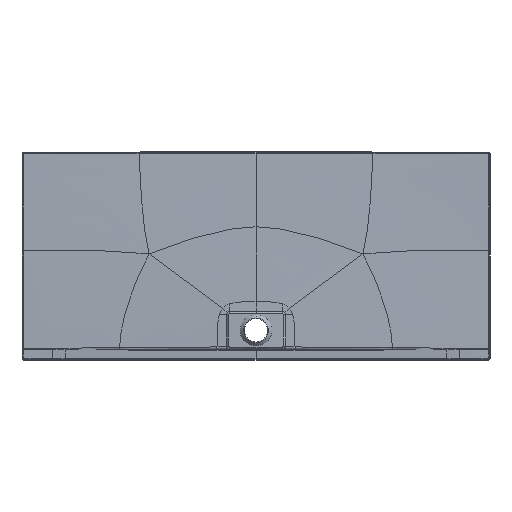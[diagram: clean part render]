
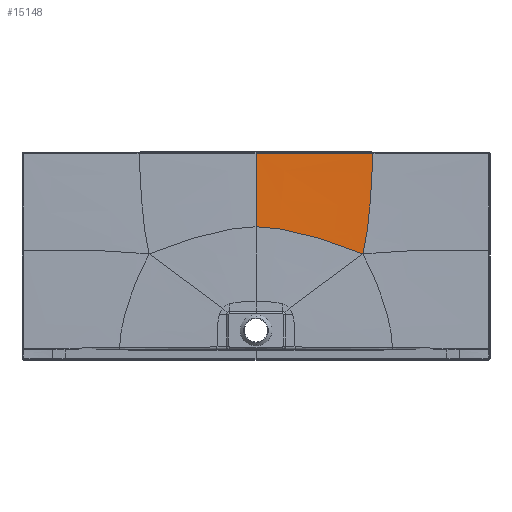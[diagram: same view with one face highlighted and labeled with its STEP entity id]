
A CAD part, front view. The second image highlights one B-rep face of the part: STEP entity #15148.
In plain terms, the highlighted free-form (B-spline) face has degree [3, 3] with [8, 10] control points.
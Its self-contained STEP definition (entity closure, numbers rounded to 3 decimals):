
#1411=CARTESIAN_POINT('',(411.351,-9.339,408.372));
#1413=CARTESIAN_POINT('',(0.,-10.924,
512.583));
#1414=CARTESIAN_POINT('',(27.639,-10.924,512.583));
#1415=CARTESIAN_POINT('',(87.037,-10.81,506.652));
#1416=CARTESIAN_POINT('',(186.109,-10.441,484.749));
#1417=CARTESIAN_POINT('',(275.731,-10.078,459.342));
#1418=CARTESIAN_POINT('',(351.868,-9.709,433.137));
#1419=CARTESIAN_POINT('',(391.354,-9.474,417.195));
#1420=CARTESIAN_POINT('',(411.351,-9.339,408.372));
#3888=CARTESIAN_POINT('',(449.989,-3.061,794.976));
#3912=CARTESIAN_POINT('',(0.002,-3.14,
794.945));
#3913=CARTESIAN_POINT('',(13.742,-3.14,794.945));
#3914=CARTESIAN_POINT('',(43.018,-3.14,794.945));
#3915=CARTESIAN_POINT('',(91.816,-3.136,794.947));
#3916=CARTESIAN_POINT('',(147.057,-3.128,794.95));
#3917=CARTESIAN_POINT('',(209.414,-3.116,794.954));
#3918=CARTESIAN_POINT('',(279.758,-3.101,794.96));
#3919=CARTESIAN_POINT('',(357.789,-3.082,794.967));
#3920=CARTESIAN_POINT('',(418.055,-3.068,794.973));
#3921=CARTESIAN_POINT('',(449.989,-3.061,794.976));
#3923=CARTESIAN_POINT('',(449.989,-3.061,794.976));
#3924=CARTESIAN_POINT('',(449.87,-3.378,768.907));
#3925=CARTESIAN_POINT('',(447.704,-4.148,714.251));
#3926=CARTESIAN_POINT('',(442.307,-5.353,639.981));
#3927=CARTESIAN_POINT('',(436.579,-6.46,573.02));
#3928=CARTESIAN_POINT('',(431.034,-7.351,519.714));
#3929=CARTESIAN_POINT('',(424.532,-8.147,473.383));
#3930=CARTESIAN_POINT('',(417.632,-8.817,436.089));
#3931=CARTESIAN_POINT('',(413.554,-9.164,417.561));
#3932=CARTESIAN_POINT('',(411.351,-9.339,408.372));
#3934=DIRECTION('',(0.,-0.028,-1.));
#3935=VECTOR('',#3934,282.469);
#3936=CARTESIAN_POINT('',(0.002,-3.14,
794.945));
#3937=LINE('',#3936,#3935);
#4465=VERTEX_POINT('',#1411);
#4578=VERTEX_POINT('',#3888);
#4600=CARTESIAN_POINT('',(0.,-10.924,
512.583));
#4602=VERTEX_POINT('',#4600);
#4603=CARTESIAN_POINT('',(0.002,-3.14,
794.945));
#4604=VERTEX_POINT('',#4603);
#15059=CARTESIAN_POINT('',(-4.607,-3.039,
798.611));
#15060=CARTESIAN_POINT('',(-4.605,-3.686,
775.143));
#15061=CARTESIAN_POINT('',(-4.51,-4.993,
727.716));
#15062=CARTESIAN_POINT('',(-4.212,-6.631,
668.308));
#15063=CARTESIAN_POINT('',(-3.929,-7.952,
620.389));
#15064=CARTESIAN_POINT('',(-3.718,-8.942,
584.449));
#15065=CARTESIAN_POINT('',(-3.561,-9.768,
554.498));
#15066=CARTESIAN_POINT('',(-3.45,-10.451,
529.718));
#15067=CARTESIAN_POINT('',(-3.401,-10.804,
516.918));
#15068=CARTESIAN_POINT('',(-3.377,-10.991,
510.108));
#15069=CARTESIAN_POINT('',(34.428,-3.039,
798.612));
#15070=CARTESIAN_POINT('',(34.414,-3.687,
775.149));
#15071=CARTESIAN_POINT('',(33.697,-4.996,
727.737));
#15072=CARTESIAN_POINT('',(31.458,-6.636,
668.367));
#15073=CARTESIAN_POINT('',(29.327,-7.957,
620.495));
#15074=CARTESIAN_POINT('',(27.734,-8.948,
584.6));
#15075=CARTESIAN_POINT('',(26.542,-9.774,
554.692));
#15076=CARTESIAN_POINT('',(25.7,-10.456,
529.948));
#15077=CARTESIAN_POINT('',(25.325,-10.809,
517.166));
#15078=CARTESIAN_POINT('',(25.143,-10.996,
510.366));
#15079=CARTESIAN_POINT('',(110.963,-3.038,
798.6));
#15080=CARTESIAN_POINT('',(110.921,-3.663,
775.002));
#15081=CARTESIAN_POINT('',(108.697,-4.928,
727.246));
#15082=CARTESIAN_POINT('',(102.066,-6.523,
667.016));
#15083=CARTESIAN_POINT('',(96.103,-7.825,
618.041));
#15084=CARTESIAN_POINT('',(91.851,-8.811,
581.116));
#15085=CARTESIAN_POINT('',(88.853,-9.641,
550.222));
#15086=CARTESIAN_POINT('',(86.83,-10.333,
524.642));
#15087=CARTESIAN_POINT('',(85.952,-10.692,
511.436));
#15088=CARTESIAN_POINT('',(85.529,-10.884,
504.416));
#15089=CARTESIAN_POINT('',(224.998,-3.033,
798.56));
#15090=CARTESIAN_POINT('',(224.925,-3.572,
774.521));
#15091=CARTESIAN_POINT('',(221.137,-4.678,
725.628));
#15092=CARTESIAN_POINT('',(210.397,-6.13,
662.354));
#15093=CARTESIAN_POINT('',(201.26,-7.371,
609.274));
#15094=CARTESIAN_POINT('',(195.006,-8.346,
568.419));
#15095=CARTESIAN_POINT('',(190.754,-9.198,
533.668));
#15096=CARTESIAN_POINT('',(187.852,-9.926,
504.745));
#15097=CARTESIAN_POINT('',(186.533,-10.31,
489.807));
#15098=CARTESIAN_POINT('',(185.866,-10.515,
481.888));
#15099=CARTESIAN_POINT('',(318.748,-3.028,
798.505));
#15100=CARTESIAN_POINT('',(318.673,-3.476,
773.789));
#15101=CARTESIAN_POINT('',(314.743,-4.433,
723.302));
#15102=CARTESIAN_POINT('',(303.92,-5.773,
656.376));
#15103=CARTESIAN_POINT('',(294.646,-6.967,
598.606));
#15104=CARTESIAN_POINT('',(288.024,-7.93,
553.335));
#15105=CARTESIAN_POINT('',(282.94,-8.794,
514.328));
#15106=CARTESIAN_POINT('',(278.763,-9.543,
481.78));
#15107=CARTESIAN_POINT('',(276.532,-9.941,
465.011));
#15108=CARTESIAN_POINT('',(275.282,-10.155,
456.134));
#15109=CARTESIAN_POINT('',(394.97,-3.023,
798.423));
#15110=CARTESIAN_POINT('',(394.911,-3.399,
772.578));
#15111=CARTESIAN_POINT('',(391.769,-4.251,
719.643));
#15112=CARTESIAN_POINT('',(383.383,-5.522,
648.407));
#15113=CARTESIAN_POINT('',(375.724,-6.674,
585.793));
#15114=CARTESIAN_POINT('',(369.544,-7.608,
536.201));
#15115=CARTESIAN_POINT('',(363.651,-8.447,
493.191));
#15116=CARTESIAN_POINT('',(357.84,-9.179,
457.344));
#15117=CARTESIAN_POINT('',(354.38,-9.569,
438.906));
#15118=CARTESIAN_POINT('',(352.4,-9.779,
429.2));
#15119=CARTESIAN_POINT('',(433.692,-3.021,
798.364));
#15120=CARTESIAN_POINT('',(433.646,-3.362,
771.653));
#15121=CARTESIAN_POINT('',(431.167,-4.164,
716.885));
#15122=CARTESIAN_POINT('',(424.755,-5.403,
642.779));
#15123=CARTESIAN_POINT('',(418.415,-6.526,
577.202));
#15124=CARTESIAN_POINT('',(412.668,-7.432,
525.059));
#15125=CARTESIAN_POINT('',(406.352,-8.244,
479.764));
#15126=CARTESIAN_POINT('',(399.592,-8.951,
442.025));
#15127=CARTESIAN_POINT('',(395.483,-9.328,
422.684));
#15128=CARTESIAN_POINT('',(393.065,-9.532,
412.456));
#15129=CARTESIAN_POINT('',(453.664,-3.02,
798.327));
#15130=CARTESIAN_POINT('',(453.626,-3.343,
771.075));
#15131=CARTESIAN_POINT('',(451.53,-4.12,
715.168));
#15132=CARTESIAN_POINT('',(446.251,-5.342,
639.359));
#15133=CARTESIAN_POINT('',(440.66,-6.446,
572.089));
#15134=CARTESIAN_POINT('',(435.16,-7.333,
518.523));
#15135=CARTESIAN_POINT('',(428.615,-8.125,
471.96));
#15136=CARTESIAN_POINT('',(421.394,-8.816,
433.205));
#15137=CARTESIAN_POINT('',(416.926,-9.185,
413.318));
#15138=CARTESIAN_POINT('',(414.339,-9.385,
402.852));
#15139=B_SPLINE_SURFACE_WITH_KNOTS('',3,3,((#15059,#15060,#15061,#15062,#15063,
#15064,#15065,#15066,#15067,#15068),(#15069,#15070,#15071,#15072,#15073,#15074,
#15075,#15076,#15077,#15078),(#15079,#15080,#15081,#15082,#15083,#15084,#15085,
#15086,#15087,#15088),(#15089,#15090,#15091,#15092,#15093,#15094,#15095,#15096,
#15097,#15098),(#15099,#15100,#15101,#15102,#15103,#15104,#15105,#15106,#15107,
#15108),(#15109,#15110,#15111,#15112,#15113,#15114,#15115,#15116,#15117,#15118),
(#15119,#15120,#15121,#15122,#15123,#15124,#15125,#15126,#15127,#15128),(#15129,
#15130,#15131,#15132,#15133,#15134,#15135,#15136,#15137,#15138)),.UNSPECIFIED.,
.F.,.F.,.F.,(4,1,1,1,1,4),(4,1,1,1,1,1,1,4),(-0.005,0.125,0.25,
0.375,0.438,0.504),(0.003,0.125,0.25,0.313,
0.375,0.438,0.469,0.504),.UNSPECIFIED.);
#15141=ORIENTED_EDGE('',*,*,#15140,.F.);
#15143=ORIENTED_EDGE('',*,*,#15142,.T.);
#15144=ORIENTED_EDGE('',*,*,#15050,.T.);
#15145=ORIENTED_EDGE('',*,*,#8116,.F.);
#15146=EDGE_LOOP('',(#15141,#15143,#15144,#15145));
#15147=FACE_OUTER_BOUND('',#15146,.F.);
#15148=ADVANCED_FACE('',(#15147),#15139,.F.);
#1421=B_SPLINE_CURVE_WITH_KNOTS('',3,(#1413,#1414,#1415,#1416,#1417,#1418,#1419,
#1420),.UNSPECIFIED.,.F.,.F.,(4,1,1,1,1,4),(0.,0.25,0.5,0.75,0.875,
1.),.UNSPECIFIED.);
#3922=B_SPLINE_CURVE_WITH_KNOTS('',3,(#3912,#3913,#3914,#3915,#3916,#3917,#3918,
#3919,#3920,#3921),.UNSPECIFIED.,.F.,.F.,(4,1,1,1,1,1,1,4),(0.,
0.143,0.286,0.429,0.571,
0.714,0.857,1.),.UNSPECIFIED.);
#3933=B_SPLINE_CURVE_WITH_KNOTS('',3,(#3923,#3924,#3925,#3926,#3927,#3928,#3929,
#3930,#3931,#3932),.UNSPECIFIED.,.F.,.F.,(4,1,1,1,1,1,1,4),(0.,
0.238,0.492,0.619,0.746,
0.873,0.937,1.),.UNSPECIFIED.);
#8116=EDGE_CURVE('',#4602,#4465,#1421,.T.);
#15050=EDGE_CURVE('',#4578,#4465,#3933,.T.);
#15140=EDGE_CURVE('',#4604,#4602,#3937,.T.);
#15142=EDGE_CURVE('',#4604,#4578,#3922,.T.);
